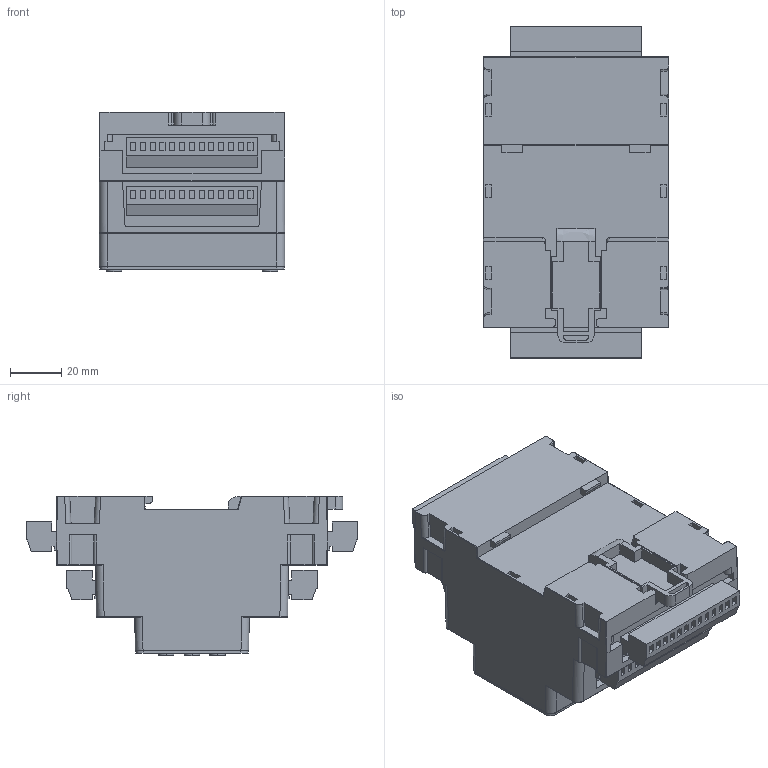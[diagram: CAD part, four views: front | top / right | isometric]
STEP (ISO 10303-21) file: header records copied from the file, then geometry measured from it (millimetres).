
FILE_DESCRIPTION (( 'STEP AP203' ), '1' );
FILE_NAME ('PLC-150-CPU-18U15U-1D.STEP', '2025-07-03T06:16:46', ( '' ), ( '' ), 'SwSTEP 2.0', 'SolidWorks 2022', '' );
FILE_SCHEMA (( 'CONFIG_CONTROL_DESIGN' ));
Length unit declared in the file: millimetre
Products named in the file (1): PLC-150-CPU-18U15U-1D
Bounding box: 72 x 128.99 x 62 mm (x, y, z)
Volume: 351118.8 mm3; surface area: 59337.1 mm2
Topology: 11 solids, 11 shells, 741 faces, 1824 edges, 1182 vertices
Faces by surface type: plane 544, cylinder 156, torus 22, bspline 13, sphere 6
Entity records: 22029 total; most frequent: CARTESIAN_POINT 4508, ORIENTED_EDGE 3648, DIRECTION 3426, EDGE_CURVE 1824, LINE 1472, VECTOR 1472, VERTEX_POINT 1182, AXIS2_PLACEMENT_3D 977
